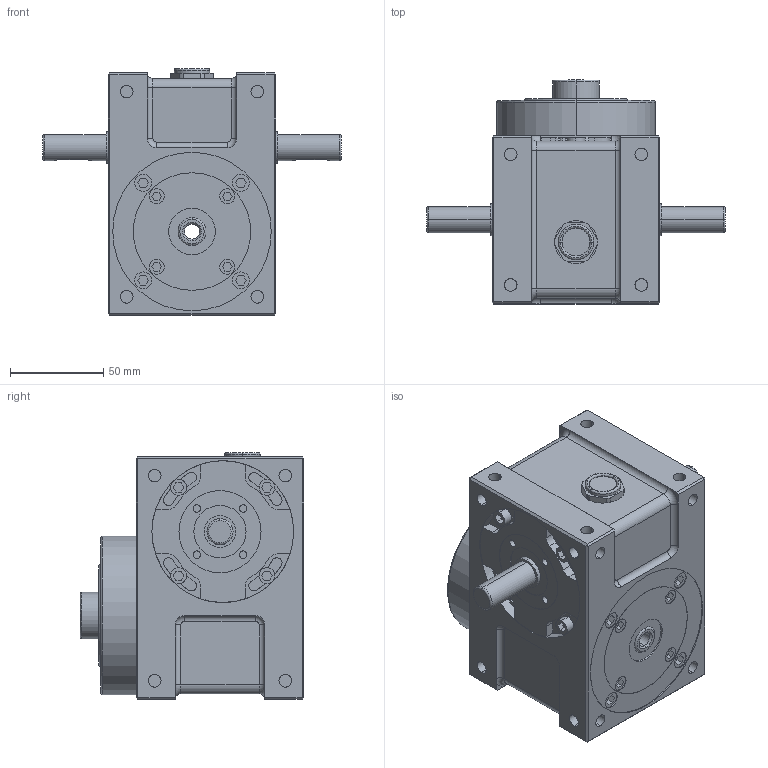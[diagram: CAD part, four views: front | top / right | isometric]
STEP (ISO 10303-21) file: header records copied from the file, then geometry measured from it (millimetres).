
FILE_DESCRIPTION (( 'STEP AP203' ), '1' );
FILE_NAME ('DH045-¼Ð·Ç.STEP', '2025-05-29T06:48:42', ( '' ), ( '' ), 'SwSTEP 2.0', 'SolidWorks 2018', '' );
FILE_SCHEMA (( 'CONFIG_CONTROL_DESIGN' ));
Length unit declared in the file: millimetre
Products named in the file (1): DH045-標準
Bounding box: 160 x 120 x 132.4 mm (x, y, z)
Volume: 1090749.6 mm3; surface area: 89682.3 mm2
Topology: 1 solids, 1 shells, 673 faces, 1717 edges, 1094 vertices
Faces by surface type: plane 323, cylinder 300, torus 32, bspline 16, cone 2
Entity records: 21644 total; most frequent: CARTESIAN_POINT 5271, DIRECTION 3447, ORIENTED_EDGE 3434, EDGE_CURVE 1717, AXIS2_PLACEMENT_3D 1292, VERTEX_POINT 1094, LINE 863, VECTOR 863
